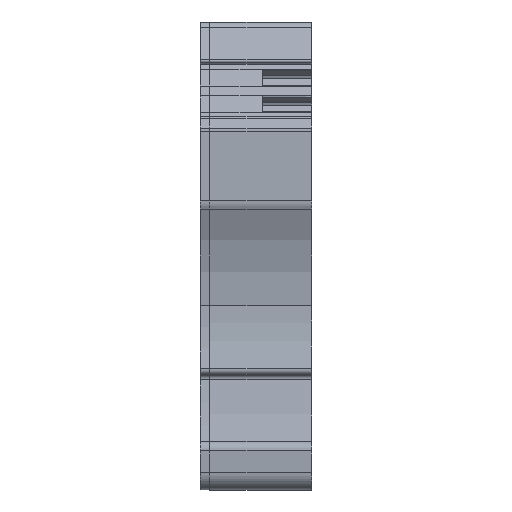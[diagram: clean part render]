
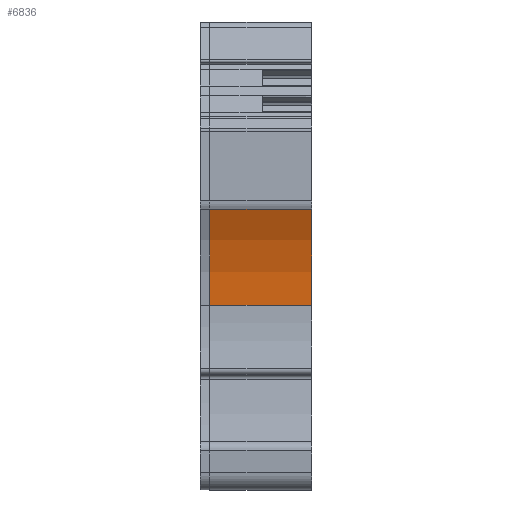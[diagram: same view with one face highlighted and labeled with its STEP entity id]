
A CAD part, front view. The second image highlights one B-rep face of the part: STEP entity #6836.
In plain terms, the highlighted cylindrical face has radius 24 mm (diameter 48 mm), a partial arc.
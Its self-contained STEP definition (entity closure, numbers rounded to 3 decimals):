
#6823=AXIS2_PLACEMENT_3D('Cylinder Axis2P3D',#6820,#6821,#6822) ;
#1498=CARTESIAN_POINT('Vertex',(12.,0.209,30.313)) ;
#1502=CARTESIAN_POINT('Control Point',(12.,2.72,19.931)) ;
#1503=CARTESIAN_POINT('Control Point',(12.,2.693,22.085)) ;
#1504=CARTESIAN_POINT('Control Point',(12.,2.423,24.236)) ;
#1505=CARTESIAN_POINT('Control Point',(12.,1.912,26.348)) ;
#1506=CARTESIAN_POINT('Control Point',(12.,1.169,28.384)) ;
#1507=CARTESIAN_POINT('Control Point',(12.,0.209,30.313)) ;
#1508=CARTESIAN_POINT('Vertex',(12.,2.72,19.931)) ;
#3856=CARTESIAN_POINT('Vertex',(1.,2.72,19.931)) ;
#3860=CARTESIAN_POINT('Control Point',(1.,2.72,19.931)) ;
#3861=CARTESIAN_POINT('Control Point',(1.,2.693,22.085)) ;
#3862=CARTESIAN_POINT('Control Point',(1.,2.423,24.236)) ;
#3863=CARTESIAN_POINT('Control Point',(1.,1.912,26.348)) ;
#3864=CARTESIAN_POINT('Control Point',(1.,1.169,28.384)) ;
#3865=CARTESIAN_POINT('Control Point',(1.,0.209,30.313)) ;
#3866=CARTESIAN_POINT('Vertex',(1.,0.209,30.313)) ;
#6808=CARTESIAN_POINT('Line Origine',(0.,0.209,30.313)) ;
#6820=CARTESIAN_POINT('Axis2P3D Location',(0.,-21.278,19.621)) ;
#6825=CARTESIAN_POINT('Line Origine',(0.,2.72,19.931)) ;
#6809=DIRECTION('Vector Direction',(1.,0.,0.)) ;
#6821=DIRECTION('Axis2P3D Direction',(1.,0.,0.)) ;
#6822=DIRECTION('Axis2P3D XDirection',(0.,1.,0.013)) ;
#6826=DIRECTION('Vector Direction',(1.,0.,0.)) ;
#6810=VECTOR('Line Direction',#6809,1.) ;
#6827=VECTOR('Line Direction',#6826,1.) ;
#6831=ORIENTED_EDGE('',*,*,#3868,.T.) ;
#6832=ORIENTED_EDGE('',*,*,#6829,.T.) ;
#6833=ORIENTED_EDGE('',*,*,#1510,.T.) ;
#6834=ORIENTED_EDGE('',*,*,#6812,.F.) ;
#6836=ADVANCED_FACE('29591_KLTR_ZPE16-3AN.1\\Hauptk\X2\00F6\X0\rper',(#6835),#6824,.F.) ;
#1501=B_SPLINE_CURVE_WITH_KNOTS('',5,(#1502,#1503,#1504,#1505,#1506,#1507),.UNSPECIFIED.,.F.,.U.,(6,6),(0.,15.232),.UNSPECIFIED.) ;
#3859=B_SPLINE_CURVE_WITH_KNOTS('',5,(#3860,#3861,#3862,#3863,#3864,#3865),.UNSPECIFIED.,.F.,.U.,(6,6),(0.,15.232),.UNSPECIFIED.) ;
#6824=CYLINDRICAL_SURFACE('generated cylinder',#6823,24.) ;
#1510=EDGE_CURVE('',#1509,#1499,#1501,.T.) ;
#3868=EDGE_CURVE('',#3867,#3857,#3859,.F.) ;
#6812=EDGE_CURVE('',#3867,#1499,#6811,.T.) ;
#6829=EDGE_CURVE('',#3857,#1509,#6828,.T.) ;
#6830=EDGE_LOOP('',(#6831,#6832,#6833,#6834)) ;
#6835=FACE_OUTER_BOUND('',#6830,.T.) ;
#6811=LINE('Line',#6808,#6810) ;
#6828=LINE('Line',#6825,#6827) ;
#1499=VERTEX_POINT('',#1498) ;
#1509=VERTEX_POINT('',#1508) ;
#3857=VERTEX_POINT('',#3856) ;
#3867=VERTEX_POINT('',#3866) ;
